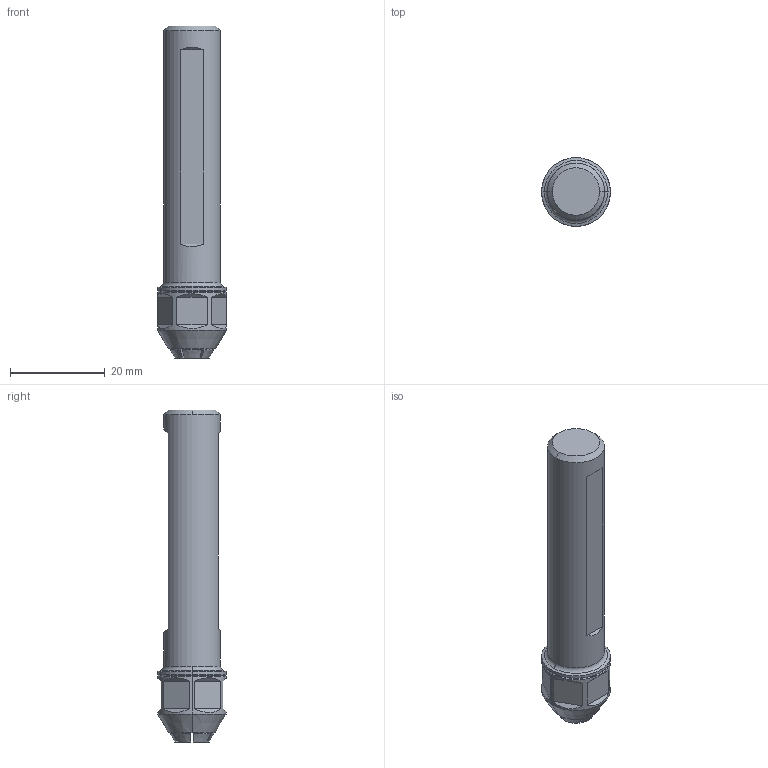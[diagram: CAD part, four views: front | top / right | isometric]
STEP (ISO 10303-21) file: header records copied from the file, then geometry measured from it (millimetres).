
FILE_DESCRIPTION(/* description */ (''),/* implementation_level */ '2;1');
FILE_NAME(/* name */ '1587010430398.stp',/* time_stamp */ '2020-04-16T09:44:12+05:00',/* author */ (''),/* organization */ ('SMS'),/* preprocessor_version */ 'ST-DEVELOPER v16.7',/* originating_system */ 'SIEMENS PLM Software NX 12.0',/* authorisation */ '');
FILE_SCHEMA (('AUTOMOTIVE_DESIGN { 1 0 10303 214 3 1 1 1 }'));
Length unit declared in the file: millimetre
Products named in the file (1): 202943829mod000_00
Bounding box: 14.5 x 14.5 x 70 mm (x, y, z)
Volume: 7217.5 mm3; surface area: 3897.1 mm2
Topology: 1 solids, 1 shells, 125 faces, 365 edges, 243 vertices
Faces by surface type: plane 58, cylinder 28, cone 24, torus 12, bspline 3
Full cylindrical faces by diameter (mm): 5 x1, 12 x1
Entity records: 4987 total; most frequent: CARTESIAN_POINT 1451, ORIENTED_EDGE 774, DIRECTION 678, EDGE_CURVE 387, VERTEX_POINT 282, AXIS2_PLACEMENT_3D 246, LINE 186, VECTOR 186
